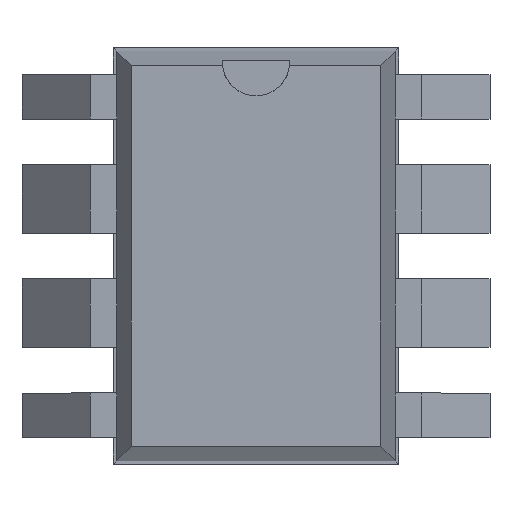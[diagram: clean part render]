
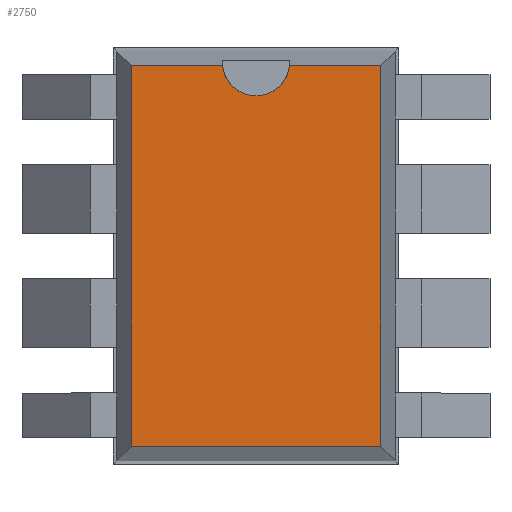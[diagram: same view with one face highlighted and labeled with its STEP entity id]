
A CAD part, top view. The second image highlights one B-rep face of the part: STEP entity #2750.
In plain terms, the highlighted planar face has unit normal (0, 0, 1).
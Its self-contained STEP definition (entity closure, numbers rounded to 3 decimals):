
#26=VECTOR('',#27,1.);
#27=DIRECTION('',(0.,1.,0.));
#33=VECTOR('',#34,1.);
#34=DIRECTION('',(-1.,0.,0.));
#40=VECTOR('',#41,1.);
#41=DIRECTION('',(0.,-1.,0.));
#45=VECTOR('',#46,1.);
#46=DIRECTION('',(1.,0.,0.));
#49=DIRECTION('',(0.,0.,-1.));
#1464=VERTEX_POINT('',#1465);
#1465=CARTESIAN_POINT('',(7.856,0.426,3.68));
#1467=ORIENTED_EDGE('',*,*,#1468,.F.);
#1468=EDGE_CURVE('',#1469,#1464,#1471,.T.);
#1469=VERTEX_POINT('',#1470);
#1470=CARTESIAN_POINT('',(7.856,-8.046,3.68));
#1471=LINE('',#1470,#26);
#1938=VERTEX_POINT('',#1939);
#1939=CARTESIAN_POINT('',(2.304,0.426,3.68));
#1941=ORIENTED_EDGE('',*,*,#1942,.F.);
#1942=EDGE_CURVE('',#1943,#1938,#1945,.T.);
#1943=VERTEX_POINT('',#1944);
#1944=CARTESIAN_POINT('',(4.334,0.426,3.68));
#1945=LINE('',#1465,#33);
#2159=VERTEX_POINT('',#2160);
#2160=CARTESIAN_POINT('',(5.826,0.426,3.68));
#2262=ORIENTED_EDGE('',*,*,#2263,.F.);
#2263=EDGE_CURVE('',#1464,#2159,#1945,.T.);
#2283=VERTEX_POINT('',#2284);
#2284=CARTESIAN_POINT('',(2.304,-8.046,3.68));
#2286=ORIENTED_EDGE('',*,*,#2287,.F.);
#2287=EDGE_CURVE('',#1938,#2283,#2288,.T.);
#2288=LINE('',#1939,#40);
#2745=ORIENTED_EDGE('',*,*,#2746,.F.);
#2746=EDGE_CURVE('',#2283,#1469,#2747,.T.);
#2747=LINE('',#2284,#45);
#2750=ADVANCED_FACE('',(#2751),#2763,.F.);
#2751=FACE_BOUND('',#2752,.F.);
#2752=EDGE_LOOP('',(#1467,#2745,#2286,#1941,#2753,#2761,#2262));
#2753=ORIENTED_EDGE('',*,*,#2754,.F.);
#2754=EDGE_CURVE('',#2755,#1943,#2757,.T.);
#2755=VERTEX_POINT('',#2756);
#2756=CARTESIAN_POINT('',(5.08,-0.249,3.68));
#2757=CIRCLE('',#2758,0.75);
#2758=AXIS2_PLACEMENT_3D('',#2759,#2760,#41);
#2759=CARTESIAN_POINT('',(5.08,0.501,3.68));
#2760=DIRECTION('',(0.,0.,-1.));
#2761=ORIENTED_EDGE('',*,*,#2762,.F.);
#2762=EDGE_CURVE('',#2159,#2755,#2757,.T.);
#2763=PLANE('',#2764);
#2764=AXIS2_PLACEMENT_3D('',#1470,#49,#2765);
#2765=DIRECTION('',(-0.548,0.836,0.));
